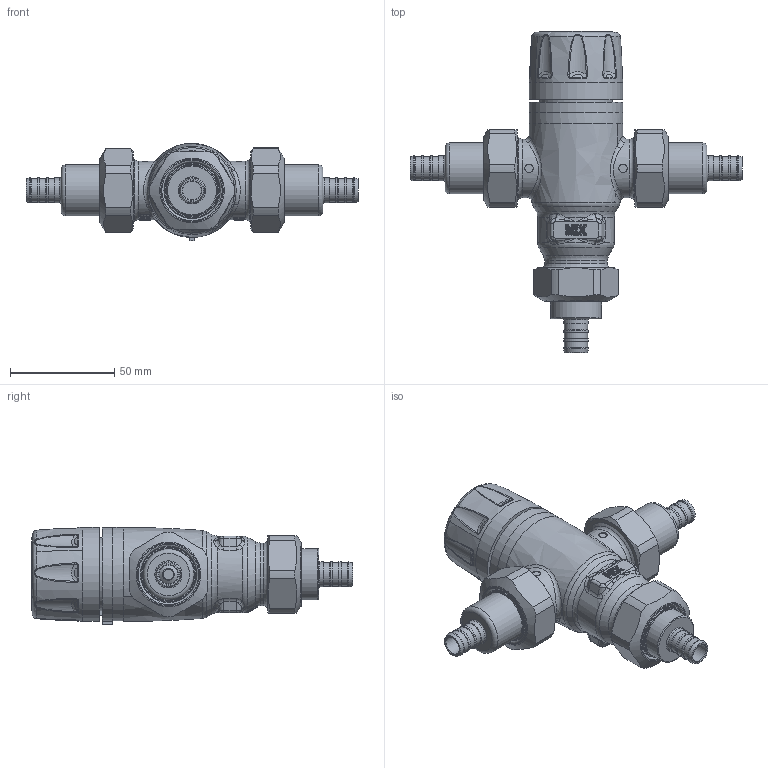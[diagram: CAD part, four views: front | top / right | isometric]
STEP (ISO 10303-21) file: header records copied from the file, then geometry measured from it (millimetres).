
FILE_DESCRIPTION(/* description */ (''),/* implementation_level */ '2;1');
FILE_NAME(/* name */ '521407AC_Simplify_1.stp',/* time_stamp */ '2025-07-30T12:24:05-05:00',/* author */ ('ischreiner'),/* organization */ (''),/* preprocessor_version */ 'ST-DEVELOPER v20',/* originating_system */ 'Autodesk Inventor 2025',/* authorisation */ '');
FILE_SCHEMA (('AUTOMOTIVE_DESIGN { 1 0 10303 214 3 1 1 }'));
Length unit declared in the file: inch
Products named in the file (1): 521407AC_Simplify_1
Bounding box: 158.93 x 153.68 x 46.5 mm (x, y, z)
Volume: 232488.3 mm3; surface area: 58981.3 mm2
Topology: 9 solids, 9 shells, 1908 faces, 4607 edges, 2704 vertices
Faces by surface type: bspline 607, plane 542, cylinder 463, torus 128, cone 100, sphere 68
Full cylindrical faces by diameter (mm): 2 x1, 4 x2, 5.24 x2, 8 x1, 9 x1, 9.017 x3, 11.176 x9, 11.963 x12, 12.6 x2, 16.55 x2, 19.55 x2, 19.6 x4, 20.066 x1, 20.091 x4, 20.574 x2, 20.6 x2, 22 x2, 24.384 x2, 24.435 x1, 26.416 x2, 26.452 x1, 26.924 x3, 28 x2, 29.972 x3, 30 x1, 30.302 x3, 31 x1, 33.1 x3, 45 x2
Entity records: 102709 total; most frequent: CARTESIAN_POINT 59285, ORIENTED_EDGE 9002, DIRECTION 8100, EDGE_CURVE 4501, AXIS2_PLACEMENT_3D 3254, VERTEX_POINT 2704, EDGE_LOOP 2029, STYLED_ITEM 1917
